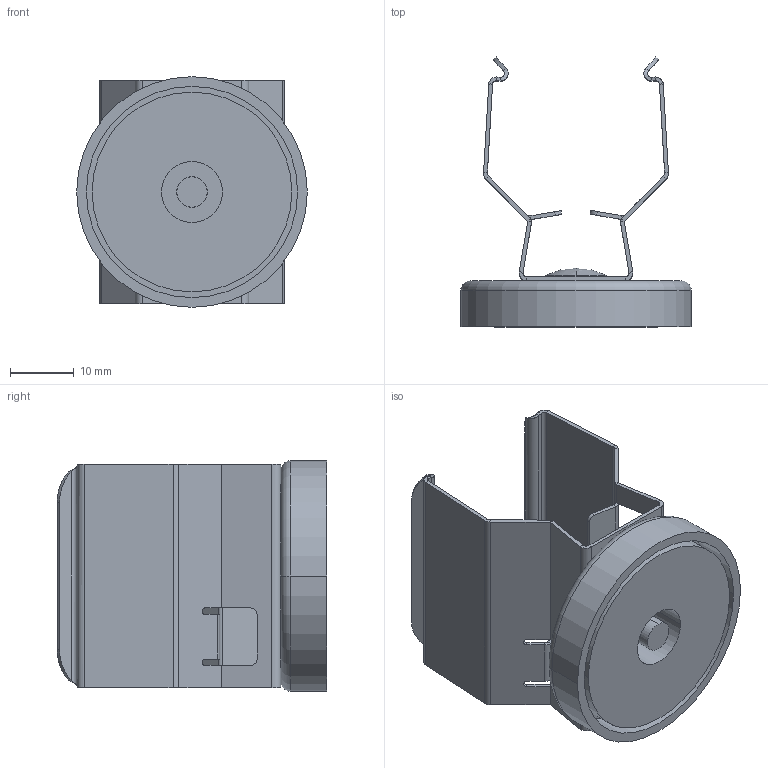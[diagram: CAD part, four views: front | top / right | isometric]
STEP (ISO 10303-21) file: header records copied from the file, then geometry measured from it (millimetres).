
FILE_DESCRIPTION((''),'2;1');
FILE_NAME('181216_ASM','2020-04-13T13:05:26',('PDMAdmin'),('BANNER ENGINEERING'),'CREO PARAMETRIC BY PTC INC, 2019292','CREO PARAMETRIC BY PTC INC, 2019292','');
FILE_SCHEMA(('CONFIG_CONTROL_DESIGN'));
Length unit declared in the file: inch
Products named in the file (4): 172916; 172925; 176885_AF0; 181216_ASM
Assembly tree (3 placements, depth 2):
  181216_ASM
    172916
    172925
    176885_AF0
Bounding box: 36.07 x 42.21 x 36.07 mm (x, y, z)
Volume: 8485.6 mm3; surface area: 11051.9 mm2
Topology: 3 solids, 3 shells, 169 faces, 376 edges, 211 vertices
Faces by surface type: plane 93, cylinder 64, bspline 8, torus 2, sphere 2
Entity records: 5128 total; most frequent: CARTESIAN_POINT 1283, DIRECTION 820, ORIENTED_EDGE 748, EDGE_CURVE 374, AXIS2_PLACEMENT_3D 294, VECTOR 232, LINE 232, VERTEX_POINT 211
